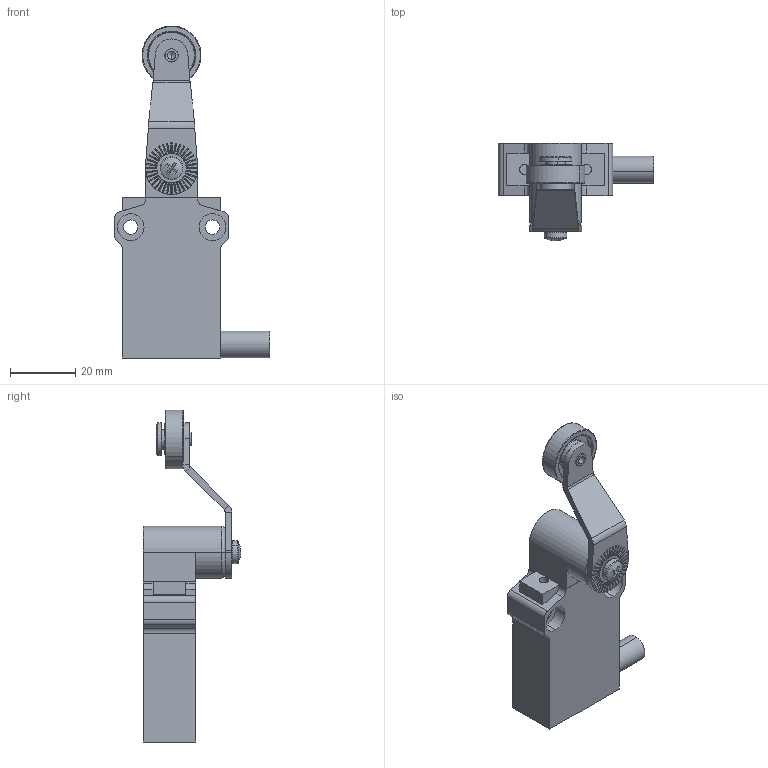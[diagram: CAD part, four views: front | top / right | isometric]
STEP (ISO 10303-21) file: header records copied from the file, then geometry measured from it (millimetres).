
FILE_DESCRIPTION (( 'STEP AP214' ), '1' );
FILE_NAME ('AEM2G4520Z11-3R.step', '2017-12-19T21:30:00', ( '' ), ( '' ), 'SwSTEP 2.0', 'SolidWorks 2017', '' );
FILE_SCHEMA (( 'AUTOMOTIVE_DESIGN' ));
Length unit declared in the file: inch
Products named in the file (1): AEM2G4520Z11-3R
Bounding box: 47.5 x 29.8 x 101.47 mm (x, y, z)
Volume: 30939.4 mm3; surface area: 12422.8 mm2
Topology: 7 solids, 7 shells, 570 faces, 1356 edges, 887 vertices
Faces by surface type: plane 297, cone 165, cylinder 72, bspline 36
Full cylindrical faces by diameter (mm): 3.5 x2
Entity records: 31139 total; most frequent: CARTESIAN_POINT 10832, ORIENTED_EDGE 2708, DIRECTION 2528, EDGE_CURVE 1354, AXIS2_PLACEMENT_3D 1010, VERTEX_POINT 887, EDGE_LOOP 669, LENGTH_MEASURE_WITH_UNIT 578
